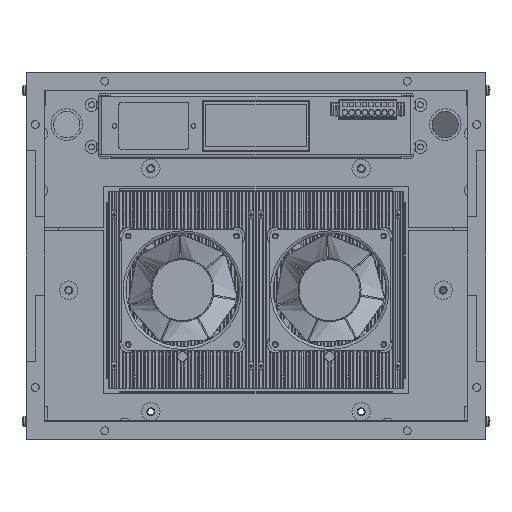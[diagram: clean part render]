
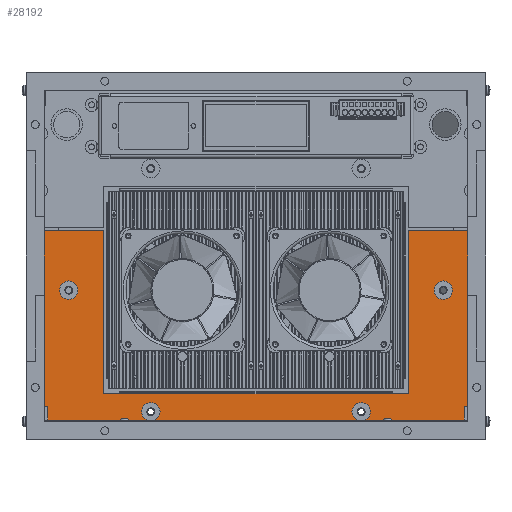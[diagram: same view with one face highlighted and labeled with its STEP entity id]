
A CAD part, front view. The second image highlights one B-rep face of the part: STEP entity #28192.
In plain terms, the highlighted planar face has unit normal (0, -1, 0).
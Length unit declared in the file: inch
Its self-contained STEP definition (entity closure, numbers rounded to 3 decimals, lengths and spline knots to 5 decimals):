
#349 = EDGE_LOOP ( 'NONE', ( #76560 ) ) ;
#642 = ORIENTED_EDGE ( 'NONE', *, *, #32898, .F. ) ;
#1297 = VECTOR ( 'NONE', #109103, 39.37008 ) ;
#1343 = LINE ( 'NONE', #11883, #138704 ) ;
#2135 = DIRECTION ( 'NONE',  ( -1., 0., 0. ) ) ;
#4202 = EDGE_CURVE ( 'NONE', #137053, #4577, #91389, .T. ) ;
#4577 = VERTEX_POINT ( 'NONE', #5420 ) ;
#4635 = CARTESIAN_POINT ( 'NONE',  ( 4.56693, -0.23622, 0.76772 ) ) ;
#5420 = CARTESIAN_POINT ( 'NONE',  ( -6.24016, -0.23622, -4.50787 ) ) ;
#10541 = VECTOR ( 'NONE', #126008, 39.37008 ) ;
#11883 = CARTESIAN_POINT ( 'NONE',  ( -6.77165, -0.23622, -4.50787 ) ) ;
#12372 = VERTEX_POINT ( 'NONE', #18360 ) ;
#12823 = DIRECTION ( 'NONE',  ( 0., 1., 0. ) ) ;
#12870 = EDGE_LOOP ( 'NONE', ( #131896 ) ) ;
#14267 = CARTESIAN_POINT ( 'NONE',  ( -6.77165, -0.23622, -4.50787 ) ) ;
#14920 = EDGE_CURVE ( 'NONE', #58397, #65452, #25281, .T. ) ;
#15025 = VERTEX_POINT ( 'NONE', #73042 ) ;
#17127 = EDGE_CURVE ( 'NONE', #15025, #108243, #102541, .T. ) ;
#18360 = CARTESIAN_POINT ( 'NONE',  ( 6.77165, -0.23622, -4.50787 ) ) ;
#18786 = DIRECTION ( 'NONE',  ( 0., 0., 1. ) ) ;
#18874 = ORIENTED_EDGE ( 'NONE', *, *, #17127, .F. ) ;
#20174 = CARTESIAN_POINT ( 'NONE',  ( -6.24016, -0.23622, 0.84646 ) ) ;
#22111 = VERTEX_POINT ( 'NONE', #14267 ) ;
#23393 = DIRECTION ( 'NONE',  ( 0., -1., 0. ) ) ;
#23592 = DIRECTION ( 'NONE',  ( 1., 0., 0. ) ) ;
#24823 = VECTOR ( 'NONE', #159466, 39.37008 ) ;
#25281 = LINE ( 'NONE', #98100, #146816 ) ;
#27222 = VERTEX_POINT ( 'NONE', #4635 ) ;
#28192 = ADVANCED_FACE ( 'NONE', ( #123670, #37088, #86478, #135801, #148761 ), #71157, .F. ) ;
#30411 = CIRCLE ( 'NONE', #131152, 0.27559 ) ;
#30999 = CARTESIAN_POINT ( 'NONE',  ( 5.61024, -0.23622, -0.74803 ) ) ;
#32898 = EDGE_CURVE ( 'NONE', #127322, #127322, #90174, .T. ) ;
#34217 = DIRECTION ( 'NONE',  ( 0., 0., 1. ) ) ;
#36346 = EDGE_CURVE ( 'NONE', #12372, #15025, #1343, .T. ) ;
#36480 = ORIENTED_EDGE ( 'NONE', *, *, #108575, .F. ) ;
#36711 = CARTESIAN_POINT ( 'NONE',  ( -6.24016, -0.23622, -5.03937 ) ) ;
#37088 = FACE_BOUND ( 'NONE', #43898, .T. ) ;
#37755 = CARTESIAN_POINT ( 'NONE',  ( 6.77165, -0.23622, 0.84646 ) ) ;
#38235 = EDGE_CURVE ( 'NONE', #108243, #137053, #136478, .T. ) ;
#38292 = EDGE_CURVE ( 'NONE', #60620, #12372, #99283, .T. ) ;
#38548 = DIRECTION ( 'NONE',  ( 0., 0., -1. ) ) ;
#43898 = EDGE_LOOP ( 'NONE', ( #147415 ) ) ;
#44655 = ORIENTED_EDGE ( 'NONE', *, *, #38235, .F. ) ;
#45248 = LINE ( 'NONE', #84054, #1297 ) ;
#45546 = VERTEX_POINT ( 'NONE', #30999 ) ;
#45996 = VECTOR ( 'NONE', #38548, 39.37008 ) ;
#46042 = DIRECTION ( 'NONE',  ( 0., 0., -1. ) ) ;
#46359 = LINE ( 'NONE', #95728, #148131 ) ;
#46460 = EDGE_CURVE ( 'NONE', #45546, #45546, #48466, .T. ) ;
#48466 = CIRCLE ( 'NONE', #94915, 0.27559 ) ;
#49226 = VECTOR ( 'NONE', #23592, 39.37008 ) ;
#52321 = DIRECTION ( 'NONE',  ( -1., 0., 0. ) ) ;
#54115 = CARTESIAN_POINT ( 'NONE',  ( -5.61024, -0.23622, -0.74803 ) ) ;
#55850 = VECTOR ( 'NONE', #46042, 39.37008 ) ;
#58397 = VERTEX_POINT ( 'NONE', #150610 ) ;
#59238 = CARTESIAN_POINT ( 'NONE',  ( -4.56693, -0.23622, 0.76772 ) ) ;
#59693 = CARTESIAN_POINT ( 'NONE',  ( 6.24016, -0.23622, -5.03937 ) ) ;
#60620 = VERTEX_POINT ( 'NONE', #95537 ) ;
#60793 = DIRECTION ( 'NONE',  ( 0., 0., 1. ) ) ;
#63074 = EDGE_CURVE ( 'NONE', #73626, #73626, #30411, .T. ) ;
#63391 = CARTESIAN_POINT ( 'NONE',  ( 4.56693, -0.23622, -4.13386 ) ) ;
#65452 = VERTEX_POINT ( 'NONE', #59238 ) ;
#65456 = VERTEX_POINT ( 'NONE', #54115 ) ;
#66238 = ORIENTED_EDGE ( 'NONE', *, *, #156855, .F. ) ;
#66465 = DIRECTION ( 'NONE',  ( 0., -1., 0. ) ) ;
#66534 = CARTESIAN_POINT ( 'NONE',  ( -3.14961, -0.23622, -4.66535 ) ) ;
#66970 = AXIS2_PLACEMENT_3D ( 'NONE', #112026, #66465, #115812 ) ;
#68863 = AXIS2_PLACEMENT_3D ( 'NONE', #154939, #85067, #60793 ) ;
#71094 = DIRECTION ( 'NONE',  ( 1., 0., 0. ) ) ;
#71157 = PLANE ( 'NONE',  #89390 ) ;
#73042 = CARTESIAN_POINT ( 'NONE',  ( 6.24016, -0.23622, -4.50787 ) ) ;
#73626 = VERTEX_POINT ( 'NONE', #101086 ) ;
#73687 = CARTESIAN_POINT ( 'NONE',  ( 4.56693, -0.23622, 0.84646 ) ) ;
#74175 = EDGE_CURVE ( 'NONE', #158507, #27222, #131402, .T. ) ;
#74320 = CARTESIAN_POINT ( 'NONE',  ( -6.77165, -0.23622, 0.84646 ) ) ;
#76560 = ORIENTED_EDGE ( 'NONE', *, *, #80510, .F. ) ;
#76669 = CARTESIAN_POINT ( 'NONE',  ( 6.24016, -0.23622, 0.84646 ) ) ;
#80269 = DIRECTION ( 'NONE',  ( 0., -1., 0. ) ) ;
#80510 = EDGE_CURVE ( 'NONE', #65456, #65456, #146353, .T. ) ;
#82647 = VECTOR ( 'NONE', #71094, 39.37008 ) ;
#83504 = CARTESIAN_POINT ( 'NONE',  ( -6.77165, -0.23622, 0.76772 ) ) ;
#84054 = CARTESIAN_POINT ( 'NONE',  ( -6.77165, -0.23622, -4.50787 ) ) ;
#85067 = DIRECTION ( 'NONE',  ( 0., -1., 0. ) ) ;
#86342 = CARTESIAN_POINT ( 'NONE',  ( -6.77165, -0.23622, -5.03937 ) ) ;
#86478 = FACE_BOUND ( 'NONE', #112259, .T. ) ;
#89390 = AXIS2_PLACEMENT_3D ( 'NONE', #74320, #12823, #111547 ) ;
#89624 = VECTOR ( 'NONE', #106732, 39.37008 ) ;
#90174 = CIRCLE ( 'NONE', #66970, 0.27559 ) ;
#91389 = LINE ( 'NONE', #20174, #89624 ) ;
#94915 = AXIS2_PLACEMENT_3D ( 'NONE', #134233, #23393, #122096 ) ;
#95537 = CARTESIAN_POINT ( 'NONE',  ( 6.77165, -0.23622, 0.76772 ) ) ;
#95728 = CARTESIAN_POINT ( 'NONE',  ( -6.77165, -0.23622, 0.84646 ) ) ;
#97747 = CARTESIAN_POINT ( 'NONE',  ( -6.77165, -0.23622, -4.13386 ) ) ;
#98100 = CARTESIAN_POINT ( 'NONE',  ( -6.77165, -0.23622, 0.76772 ) ) ;
#98536 = ORIENTED_EDGE ( 'NONE', *, *, #74175, .F. ) ;
#99283 = LINE ( 'NONE', #37755, #45996 ) ;
#101086 = CARTESIAN_POINT ( 'NONE',  ( -3.14961, -0.23622, -4.38976 ) ) ;
#102541 = LINE ( 'NONE', #76669, #10541 ) ;
#105390 = VERTEX_POINT ( 'NONE', #138235 ) ;
#106732 = DIRECTION ( 'NONE',  ( 0., 0., 1. ) ) ;
#106733 = LINE ( 'NONE', #118874, #55850 ) ;
#108243 = VERTEX_POINT ( 'NONE', #59693 ) ;
#108575 = EDGE_CURVE ( 'NONE', #22111, #58397, #46359, .T. ) ;
#108672 = ORIENTED_EDGE ( 'NONE', *, *, #14920, .F. ) ;
#109103 = DIRECTION ( 'NONE',  ( -1., 0., 0. ) ) ;
#111547 = DIRECTION ( 'NONE',  ( 0., 0., 1. ) ) ;
#111595 = EDGE_CURVE ( 'NONE', #65452, #105390, #106733, .T. ) ;
#112026 = CARTESIAN_POINT ( 'NONE',  ( 3.14961, -0.23622, -4.66535 ) ) ;
#112259 = EDGE_LOOP ( 'NONE', ( #642 ) ) ;
#113580 = CARTESIAN_POINT ( 'NONE',  ( 3.14961, -0.23622, -4.38976 ) ) ;
#115812 = DIRECTION ( 'NONE',  ( 0., 0., 1. ) ) ;
#117638 = EDGE_CURVE ( 'NONE', #105390, #158507, #120424, .T. ) ;
#118874 = CARTESIAN_POINT ( 'NONE',  ( -4.56693, -0.23622, 0.84646 ) ) ;
#120005 = EDGE_CURVE ( 'NONE', #27222, #60620, #145777, .T. ) ;
#120424 = LINE ( 'NONE', #97747, #82647 ) ;
#121052 = ORIENTED_EDGE ( 'NONE', *, *, #111595, .F. ) ;
#122096 = DIRECTION ( 'NONE',  ( 0., 0., 1. ) ) ;
#123633 = ORIENTED_EDGE ( 'NONE', *, *, #38292, .F. ) ;
#123670 = FACE_OUTER_BOUND ( 'NONE', #153184, .T. ) ;
#126008 = DIRECTION ( 'NONE',  ( 0., 0., -1. ) ) ;
#127322 = VERTEX_POINT ( 'NONE', #113580 ) ;
#131152 = AXIS2_PLACEMENT_3D ( 'NONE', #66534, #80269, #18786 ) ;
#131402 = LINE ( 'NONE', #73687, #24823 ) ;
#131896 = ORIENTED_EDGE ( 'NONE', *, *, #46460, .F. ) ;
#133880 = VECTOR ( 'NONE', #52321, 39.37008 ) ;
#134233 = CARTESIAN_POINT ( 'NONE',  ( 5.61024, -0.23622, -1.02362 ) ) ;
#134524 = DIRECTION ( 'NONE',  ( 1., 0., 0. ) ) ;
#135378 = ORIENTED_EDGE ( 'NONE', *, *, #36346, .F. ) ;
#135801 = FACE_BOUND ( 'NONE', #12870, .T. ) ;
#136478 = LINE ( 'NONE', #86342, #133880 ) ;
#137053 = VERTEX_POINT ( 'NONE', #36711 ) ;
#137269 = ORIENTED_EDGE ( 'NONE', *, *, #120005, .F. ) ;
#138235 = CARTESIAN_POINT ( 'NONE',  ( -4.56693, -0.23622, -4.13386 ) ) ;
#138704 = VECTOR ( 'NONE', #2135, 39.37008 ) ;
#145657 = ORIENTED_EDGE ( 'NONE', *, *, #4202, .F. ) ;
#145777 = LINE ( 'NONE', #83504, #49226 ) ;
#146353 = CIRCLE ( 'NONE', #68863, 0.27559 ) ;
#146816 = VECTOR ( 'NONE', #134524, 39.37008 ) ;
#147415 = ORIENTED_EDGE ( 'NONE', *, *, #63074, .F. ) ;
#148131 = VECTOR ( 'NONE', #34217, 39.37008 ) ;
#148761 = FACE_BOUND ( 'NONE', #349, .T. ) ;
#150610 = CARTESIAN_POINT ( 'NONE',  ( -6.77165, -0.23622, 0.76772 ) ) ;
#153184 = EDGE_LOOP ( 'NONE', ( #145657, #44655, #18874, #135378, #123633, #137269, #98536, #158029, #121052, #108672, #36480, #66238 ) ) ;
#154939 = CARTESIAN_POINT ( 'NONE',  ( -5.61024, -0.23622, -1.02362 ) ) ;
#156855 = EDGE_CURVE ( 'NONE', #4577, #22111, #45248, .T. ) ;
#158029 = ORIENTED_EDGE ( 'NONE', *, *, #117638, .F. ) ;
#158507 = VERTEX_POINT ( 'NONE', #63391 ) ;
#159466 = DIRECTION ( 'NONE',  ( 0., 0., 1. ) ) ;
